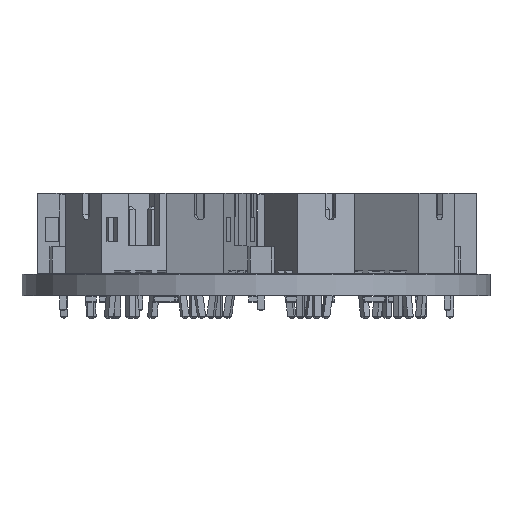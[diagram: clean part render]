
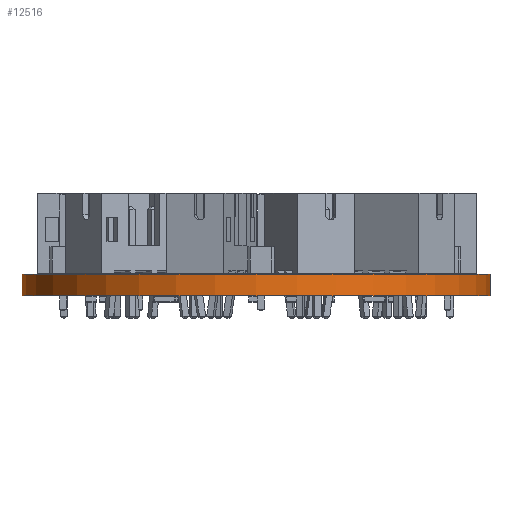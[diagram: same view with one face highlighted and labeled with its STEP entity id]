
A CAD part, front view. The second image highlights one B-rep face of the part: STEP entity #12516.
In plain terms, the highlighted cylindrical face has radius 17.475 mm (diameter 34.95 mm), a full revolution.
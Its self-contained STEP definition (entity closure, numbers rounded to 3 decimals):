
#12516 = ADVANCED_FACE('',(#12517),#12531,.T.);
#12517 = FACE_BOUND('',#12518,.F.);
#12518 = EDGE_LOOP('',(#12519,#12549,#12576,#12577));
#12519 = ORIENTED_EDGE('',*,*,#12520,.T.);
#12520 = EDGE_CURVE('',#12521,#12523,#12525,.T.);
#12521 = VERTEX_POINT('',#12522);
#12522 = CARTESIAN_POINT('',(167.475,-100.,0.));
#12523 = VERTEX_POINT('',#12524);
#12524 = CARTESIAN_POINT('',(167.475,-100.,1.6));
#12525 = SEAM_CURVE('',#12526,(#12530,#12542),.PCURVE_S1.);
#12526 = LINE('',#12527,#12528);
#12527 = CARTESIAN_POINT('',(167.475,-100.,0.));
#12528 = VECTOR('',#12529,1.);
#12529 = DIRECTION('',(0.,0.,1.));
#12530 = PCURVE('',#12531,#12536);
#12531 = CYLINDRICAL_SURFACE('',#12532,17.475);
#12532 = AXIS2_PLACEMENT_3D('',#12533,#12534,#12535);
#12533 = CARTESIAN_POINT('',(150.,-100.,0.));
#12534 = DIRECTION('',(0.,0.,-1.));
#12535 = DIRECTION('',(1.,0.,0.));
#12536 = DEFINITIONAL_REPRESENTATION('',(#12537),#12541);
#12537 = LINE('',#12538,#12539);
#12538 = CARTESIAN_POINT('',(0.,0.));
#12539 = VECTOR('',#12540,1.);
#12540 = DIRECTION('',(0.,-1.));
#12541 = ( GEOMETRIC_REPRESENTATION_CONTEXT(2) 
PARAMETRIC_REPRESENTATION_CONTEXT() REPRESENTATION_CONTEXT('2D SPACE',''
  ) );
#12542 = PCURVE('',#12531,#12543);
#12543 = DEFINITIONAL_REPRESENTATION('',(#12544),#12548);
#12544 = LINE('',#12545,#12546);
#12545 = CARTESIAN_POINT('',(-6.283,0.));
#12546 = VECTOR('',#12547,1.);
#12547 = DIRECTION('',(0.,-1.));
#12548 = ( GEOMETRIC_REPRESENTATION_CONTEXT(2) 
PARAMETRIC_REPRESENTATION_CONTEXT() REPRESENTATION_CONTEXT('2D SPACE',''
  ) );
#12549 = ORIENTED_EDGE('',*,*,#12550,.T.);
#12550 = EDGE_CURVE('',#12523,#12523,#12551,.T.);
#12551 = SURFACE_CURVE('',#12552,(#12557,#12564),.PCURVE_S1.);
#12552 = CIRCLE('',#12553,17.475);
#12553 = AXIS2_PLACEMENT_3D('',#12554,#12555,#12556);
#12554 = CARTESIAN_POINT('',(150.,-100.,1.6));
#12555 = DIRECTION('',(0.,0.,1.));
#12556 = DIRECTION('',(1.,0.,0.));
#12557 = PCURVE('',#12531,#12558);
#12558 = DEFINITIONAL_REPRESENTATION('',(#12559),#12563);
#12559 = LINE('',#12560,#12561);
#12560 = CARTESIAN_POINT('',(0.,-1.6));
#12561 = VECTOR('',#12562,1.);
#12562 = DIRECTION('',(-1.,0.));
#12563 = ( GEOMETRIC_REPRESENTATION_CONTEXT(2) 
PARAMETRIC_REPRESENTATION_CONTEXT() REPRESENTATION_CONTEXT('2D SPACE',''
  ) );
#12564 = PCURVE('',#12565,#12570);
#12565 = PLANE('',#12566);
#12566 = AXIS2_PLACEMENT_3D('',#12567,#12568,#12569);
#12567 = CARTESIAN_POINT('',(150.,-100.,1.6));
#12568 = DIRECTION('',(0.,0.,1.));
#12569 = DIRECTION('',(1.,0.,0.));
#12570 = DEFINITIONAL_REPRESENTATION('',(#12571),#12575);
#12571 = CIRCLE('',#12572,17.475);
#12572 = AXIS2_PLACEMENT_2D('',#12573,#12574);
#12573 = CARTESIAN_POINT('',(0.,0.));
#12574 = DIRECTION('',(1.,0.));
#12575 = ( GEOMETRIC_REPRESENTATION_CONTEXT(2) 
PARAMETRIC_REPRESENTATION_CONTEXT() REPRESENTATION_CONTEXT('2D SPACE',''
  ) );
#12576 = ORIENTED_EDGE('',*,*,#12520,.F.);
#12577 = ORIENTED_EDGE('',*,*,#12578,.F.);
#12578 = EDGE_CURVE('',#12521,#12521,#12579,.T.);
#12579 = SURFACE_CURVE('',#12580,(#12585,#12592),.PCURVE_S1.);
#12580 = CIRCLE('',#12581,17.475);
#12581 = AXIS2_PLACEMENT_3D('',#12582,#12583,#12584);
#12582 = CARTESIAN_POINT('',(150.,-100.,0.));
#12583 = DIRECTION('',(0.,0.,1.));
#12584 = DIRECTION('',(1.,0.,0.));
#12585 = PCURVE('',#12531,#12586);
#12586 = DEFINITIONAL_REPRESENTATION('',(#12587),#12591);
#12587 = LINE('',#12588,#12589);
#12588 = CARTESIAN_POINT('',(0.,0.));
#12589 = VECTOR('',#12590,1.);
#12590 = DIRECTION('',(-1.,0.));
#12591 = ( GEOMETRIC_REPRESENTATION_CONTEXT(2) 
PARAMETRIC_REPRESENTATION_CONTEXT() REPRESENTATION_CONTEXT('2D SPACE',''
  ) );
#12592 = PCURVE('',#12593,#12598);
#12593 = PLANE('',#12594);
#12594 = AXIS2_PLACEMENT_3D('',#12595,#12596,#12597);
#12595 = CARTESIAN_POINT('',(150.,-100.,0.));
#12596 = DIRECTION('',(0.,0.,1.));
#12597 = DIRECTION('',(1.,0.,0.));
#12598 = DEFINITIONAL_REPRESENTATION('',(#12599),#12603);
#12599 = CIRCLE('',#12600,17.475);
#12600 = AXIS2_PLACEMENT_2D('',#12601,#12602);
#12601 = CARTESIAN_POINT('',(0.,0.));
#12602 = DIRECTION('',(1.,0.));
#12603 = ( GEOMETRIC_REPRESENTATION_CONTEXT(2) 
PARAMETRIC_REPRESENTATION_CONTEXT() REPRESENTATION_CONTEXT('2D SPACE',''
  ) );
